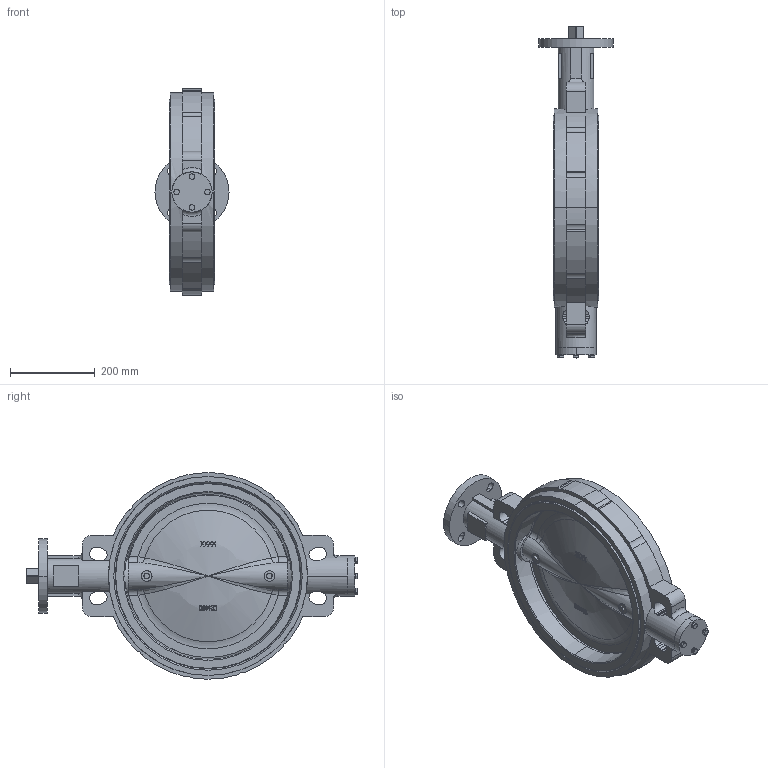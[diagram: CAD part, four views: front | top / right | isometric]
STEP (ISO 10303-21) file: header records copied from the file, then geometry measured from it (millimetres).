
FILE_DESCRIPTION (( 'STEP AP203' ), '1' );
FILE_NAME ('DN400評概蚾饜极.STEP', '2024-08-16T02:46:28', ( '' ), ( '' ), 'SwSTEP 2.0', 'SolidWorks 2018', '' );
FILE_SCHEMA (( 'CONFIG_CONTROL_DESIGN' ));
Length unit declared in the file: millimetre
Products named in the file (3): DN400其他零部件.step; DN400評概蚾饜极; 概极
Assembly tree (2 placements, depth 2):
  DN400評概蚾饜极
    DN400其他零部件.step
    概极
Bounding box: 175 x 784.4 x 487.99 mm (x, y, z)
Volume: 12958031 mm3; surface area: 1422378.1 mm2
Topology: 24 solids, 24 shells, 802 faces, 1959 edges, 1235 vertices
Faces by surface type: plane 269, cylinder 242, bspline 134, cone 98, torus 33, sphere 26
Entity records: 36390 total; most frequent: CARTESIAN_POINT 18064, ORIENTED_EDGE 3870, DIRECTION 3521, EDGE_CURVE 1935, AXIS2_PLACEMENT_3D 1404, VERTEX_POINT 1235, EDGE_LOOP 910, FACE_OUTER_BOUND 802
